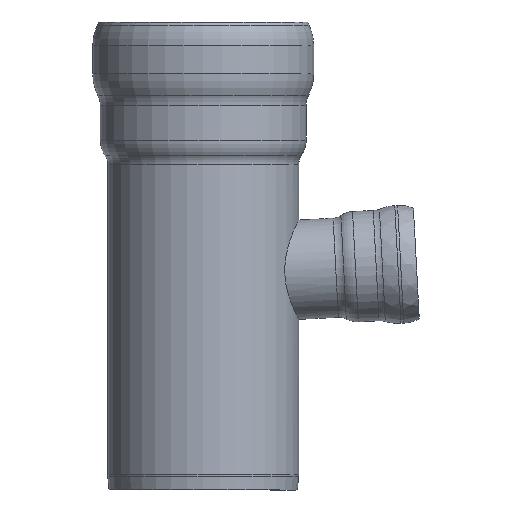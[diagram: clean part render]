
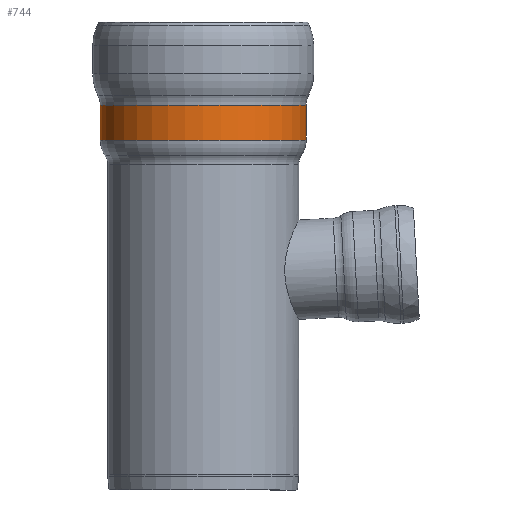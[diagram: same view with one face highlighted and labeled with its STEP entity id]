
A CAD part, front view. The second image highlights one B-rep face of the part: STEP entity #744.
In plain terms, the highlighted cylindrical face has radius 550 mm (diameter 1100 mm), a full revolution.
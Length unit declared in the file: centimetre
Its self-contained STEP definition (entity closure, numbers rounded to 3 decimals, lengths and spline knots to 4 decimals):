
#39=CIRCLE('',#795,55.);
#40=CIRCLE('',#796,55.);
#41=CIRCLE('',#798,55.);
#42=CIRCLE('',#799,55.);
#145=FACE_OUTER_BOUND('',#188,.T.);
#188=EDGE_LOOP('',(#501,#502,#503,#504,#505,#506));
#230=LINE('',#1489,#252);
#252=VECTOR('',#943,55.);
#292=VERTEX_POINT('',#1482);
#293=VERTEX_POINT('',#1484);
#294=VERTEX_POINT('',#1488);
#295=VERTEX_POINT('',#1490);
#373=EDGE_CURVE('',#292,#293,#39,.T.);
#374=EDGE_CURVE('',#293,#292,#40,.T.);
#375=EDGE_CURVE('',#293,#294,#230,.T.);
#376=EDGE_CURVE('',#294,#295,#41,.T.);
#377=EDGE_CURVE('',#295,#294,#42,.T.);
#501=ORIENTED_EDGE('',*,*,#373,.F.);
#502=ORIENTED_EDGE('',*,*,#374,.F.);
#503=ORIENTED_EDGE('',*,*,#375,.T.);
#504=ORIENTED_EDGE('',*,*,#376,.T.);
#505=ORIENTED_EDGE('',*,*,#377,.T.);
#506=ORIENTED_EDGE('',*,*,#375,.F.);
#728=CYLINDRICAL_SURFACE('',#797,55.);
#744=ADVANCED_FACE('',(#145),#728,.T.);
#795=AXIS2_PLACEMENT_3D('',#1485,#937,#938);
#796=AXIS2_PLACEMENT_3D('',#1486,#939,#940);
#797=AXIS2_PLACEMENT_3D('',#1487,#941,#942);
#798=AXIS2_PLACEMENT_3D('',#1491,#944,#945);
#799=AXIS2_PLACEMENT_3D('',#1492,#946,#947);
#937=DIRECTION('center_axis',(0.,0.,-1.));
#938=DIRECTION('ref_axis',(1.,0.,0.));
#939=DIRECTION('center_axis',(0.,0.,-1.));
#940=DIRECTION('ref_axis',(1.,0.,0.));
#941=DIRECTION('center_axis',(0.,0.,-1.));
#942=DIRECTION('ref_axis',(-1.,0.,0.));
#943=DIRECTION('',(0.,0.,1.));
#944=DIRECTION('center_axis',(0.,0.,-1.));
#945=DIRECTION('ref_axis',(1.,0.,0.));
#946=DIRECTION('center_axis',(0.,0.,-1.));
#947=DIRECTION('ref_axis',(1.,0.,0.));
#1482=CARTESIAN_POINT('',(1035.9581,436.2387,64.4261));
#1484=CARTESIAN_POINT('',(1090.9581,491.2387,64.4261));
#1485=CARTESIAN_POINT('Origin',(1035.9581,491.2387,64.4261));
#1486=CARTESIAN_POINT('Origin',(1035.9581,491.2387,64.4261));
#1487=CARTESIAN_POINT('Origin',(1035.9581,491.2387,73.7123));
#1488=CARTESIAN_POINT('',(1090.9581,491.2387,82.9986));
#1489=CARTESIAN_POINT('',(1090.9581,491.2387,73.7123));
#1490=CARTESIAN_POINT('',(1035.9581,436.2387,82.9986));
#1491=CARTESIAN_POINT('Origin',(1035.9581,491.2387,82.9986));
#1492=CARTESIAN_POINT('Origin',(1035.9581,491.2387,82.9986));
